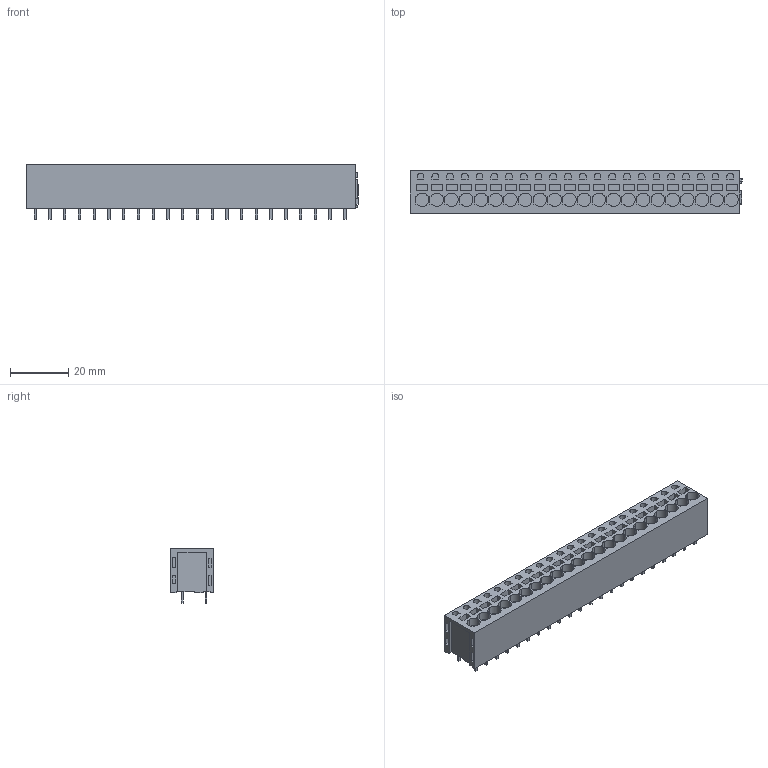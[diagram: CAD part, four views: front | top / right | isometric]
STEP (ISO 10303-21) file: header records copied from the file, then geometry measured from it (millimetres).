
FILE_DESCRIPTION(('CATIA V5 STEP Exchange','CAx-IF Rec.Pracs.--- Model Styling and Organization---1.2---2011-12-15'),'2;1');
FILE_NAME ('D1451920_0', '2018-04-09T14:12:35+00:00', ('none'), ('Weidmueller'), 'CATIA Version 5-6 Release 2014', 'CATIA V5 STEP AP214', 'none');
FILE_SCHEMA(('AUTOMOTIVE_DESIGN { 1 0 10303 214 1 1 1 1 }'));
Length unit declared in the file: millimetre
Products named in the file (1): 1426790000
Bounding box: 114.41 x 14.8 x 18.7 mm (x, y, z)
Volume: 23303.3 mm3; surface area: 10101.6 mm2
Topology: 45 solids, 45 shells, 745 faces, 1731 edges, 1154 vertices
Faces by surface type: plane 635, cylinder 110
Entity records: 20408 total; most frequent: CARTESIAN_POINT 3556, ORIENTED_EDGE 3462, DIRECTION 2867, EDGE_CURVE 1731, VECTOR 1511, LINE 1511, VERTEX_POINT 1154, EDGE_LOOP 823
